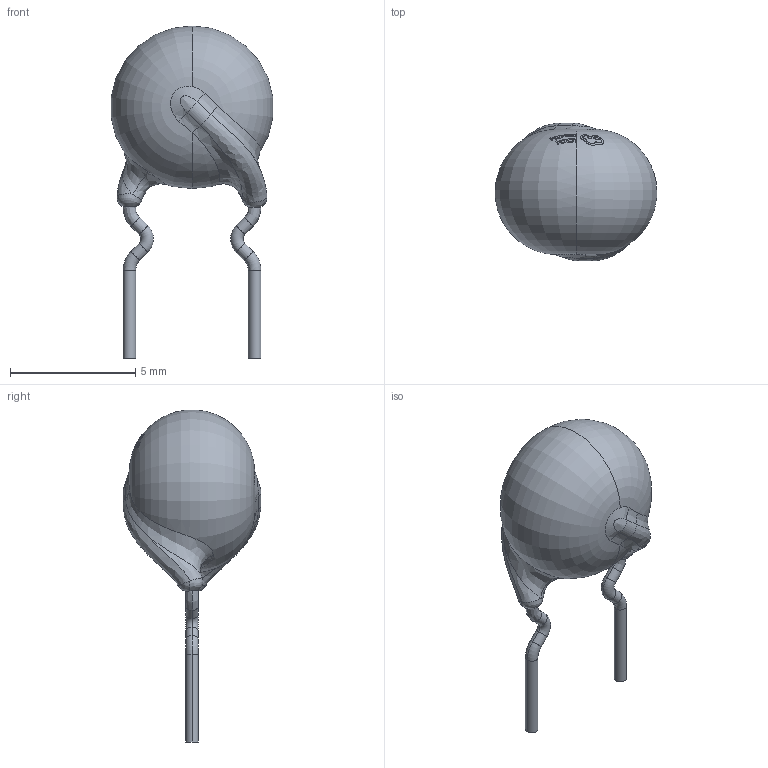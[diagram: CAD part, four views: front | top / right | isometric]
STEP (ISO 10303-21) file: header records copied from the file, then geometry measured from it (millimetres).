
FILE_DESCRIPTION (( 'STEP AP214' ), '1' );
FILE_NAME ('RES-TH_L6.5-W5.5-H11.0-P5.00-D0.6.step', '2022-07-28T10:09:39', ( '' ), ( '' ), 'SwSTEP 2.0', 'SolidWorks 2020', '' );
FILE_SCHEMA (( 'AUTOMOTIVE_DESIGN' ));
Length unit declared in the file: millimetre
Products named in the file (1): RES-TH_L6.5-W5.5-H11.0-P5.00-D0.6
Bounding box: 6.45 x 5.5 x 13.24 mm (x, y, z)
Volume: 130 mm3; surface area: 152.5 mm2
Topology: 1 solids, 1 shells, 278 faces, 745 edges, 486 vertices
Faces by surface type: bspline 124, plane 109, torus 31, cylinder 14
Entity records: 16564 total; most frequent: CARTESIAN_POINT 7809, ORIENTED_EDGE 1490, EDGE_CURVE 745, DIRECTION 643, VERTEX_POINT 486, B_SPLINE_CURVE_WITH_KNOTS 470, EDGE_LOOP 295, UNCERTAINTY_MEASURE_WITH_UNIT 281
